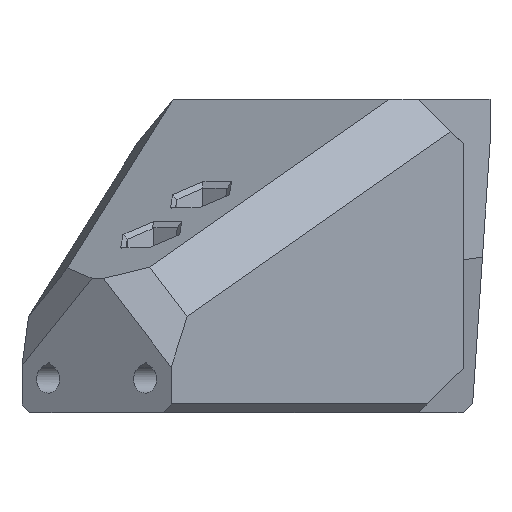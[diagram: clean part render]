
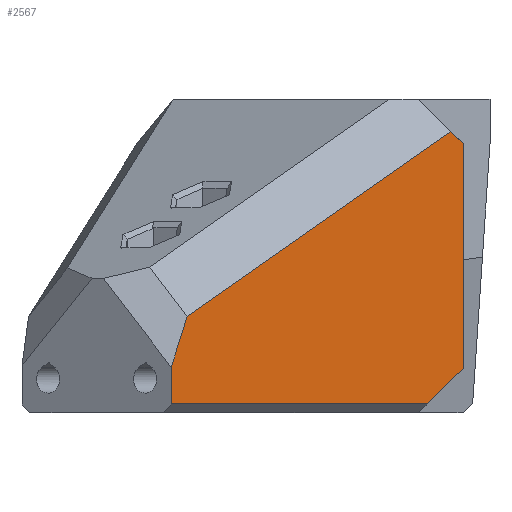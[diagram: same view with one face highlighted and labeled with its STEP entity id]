
A CAD part, left-side view. The second image highlights one B-rep face of the part: STEP entity #2567.
In plain terms, the highlighted planar face has unit normal (-0.632, -0.775, 0).
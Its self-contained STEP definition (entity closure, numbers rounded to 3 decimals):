
#141=FACE_OUTER_BOUND('',#291,.T.);
#291=EDGE_LOOP('',(#1820,#1821,#1822,#1823,#1824,#1825,#1826));
#510=LINE('',#3825,#817);
#513=LINE('',#3831,#820);
#514=LINE('',#3833,#821);
#515=LINE('',#3835,#822);
#516=LINE('',#3836,#823);
#517=LINE('',#3838,#824);
#518=LINE('',#3839,#825);
#817=VECTOR('',#3118,10.);
#820=VECTOR('',#3123,10.);
#821=VECTOR('',#3124,10.);
#822=VECTOR('',#3125,10.);
#823=VECTOR('',#3126,10.);
#824=VECTOR('',#3127,10.);
#825=VECTOR('',#3128,10.);
#1114=VERTEX_POINT('',#3823);
#1115=VERTEX_POINT('',#3824);
#1116=VERTEX_POINT('',#3829);
#1117=VERTEX_POINT('',#3830);
#1118=VERTEX_POINT('',#3832);
#1119=VERTEX_POINT('',#3834);
#1120=VERTEX_POINT('',#3837);
#1377=EDGE_CURVE('',#1114,#1115,#510,.T.);
#1380=EDGE_CURVE('',#1116,#1117,#513,.T.);
#1381=EDGE_CURVE('',#1117,#1118,#514,.T.);
#1382=EDGE_CURVE('',#1118,#1119,#515,.T.);
#1383=EDGE_CURVE('',#1119,#1114,#516,.T.);
#1384=EDGE_CURVE('',#1115,#1120,#517,.T.);
#1385=EDGE_CURVE('',#1116,#1120,#518,.T.);
#1820=ORIENTED_EDGE('',*,*,#1380,.T.);
#1821=ORIENTED_EDGE('',*,*,#1381,.T.);
#1822=ORIENTED_EDGE('',*,*,#1382,.T.);
#1823=ORIENTED_EDGE('',*,*,#1383,.T.);
#1824=ORIENTED_EDGE('',*,*,#1377,.T.);
#1825=ORIENTED_EDGE('',*,*,#1384,.T.);
#1826=ORIENTED_EDGE('',*,*,#1385,.F.);
#2311=PLANE('',#2749);
#2567=ADVANCED_FACE('',(#141),#2311,.F.);
#2749=AXIS2_PLACEMENT_3D('',#3828,#3121,#3122);
#3118=DIRECTION('',(-0.709,0.578,-0.405));
#3121=DIRECTION('center_axis',(0.632,0.775,0.));
#3122=DIRECTION('ref_axis',(-0.775,0.632,0.));
#3123=DIRECTION('',(0.775,-0.632,0.));
#3124=DIRECTION('',(0.655,-0.534,0.534));
#3125=DIRECTION('',(0.,0.,1.));
#3126=DIRECTION('',(-0.655,0.534,0.534));
#3127=DIRECTION('',(-0.345,0.281,-0.896));
#3128=DIRECTION('',(0.,0.,1.));
#3823=CARTESIAN_POINT('',(-84.586,-14.127,31.373));
#3824=CARTESIAN_POINT('',(-120.669,15.27,10.783));
#3825=CARTESIAN_POINT('',(-98.401,-2.872,23.49));
#3828=CARTESIAN_POINT('Origin',(-82.9,-15.5,0.));
#3829=CARTESIAN_POINT('',(-122.86,17.055,1.));
#3830=CARTESIAN_POINT('',(-87.81,-11.5,1.));
#3831=CARTESIAN_POINT('',(-83.605,-14.925,1.));
#3832=CARTESIAN_POINT('',(-82.9,-15.5,5.));
#3833=CARTESIAN_POINT('',(-81.925,-16.294,5.794));
#3834=CARTESIAN_POINT('',(-82.9,-15.5,30.));
#3835=CARTESIAN_POINT('',(-82.9,-15.5,0.));
#3836=CARTESIAN_POINT('',(-75.799,-21.285,24.215));
#3837=CARTESIAN_POINT('',(-122.86,17.055,5.096));
#3838=CARTESIAN_POINT('',(-118.749,13.705,15.768));
#3839=CARTESIAN_POINT('',(-122.86,17.055,0.));
